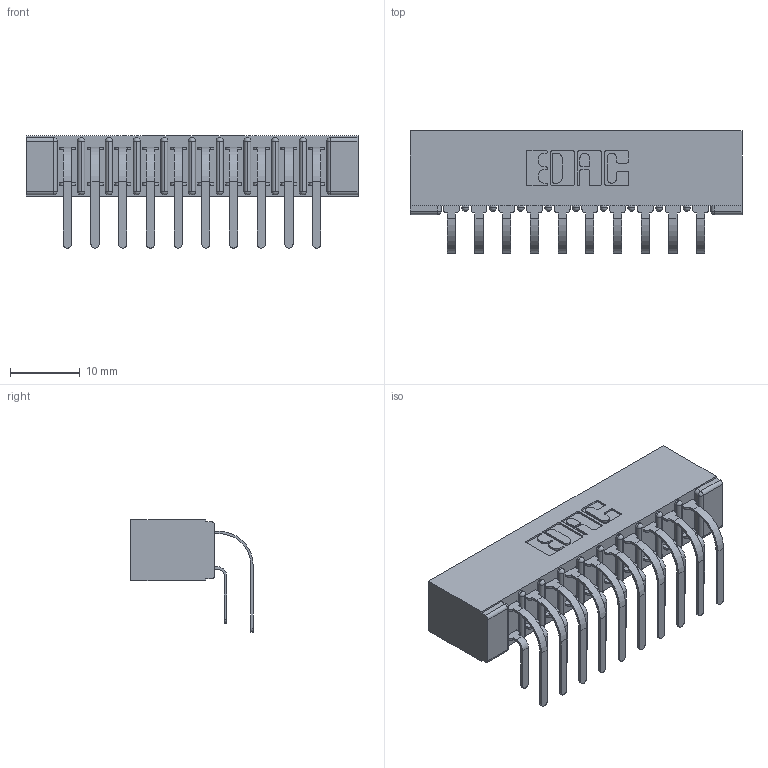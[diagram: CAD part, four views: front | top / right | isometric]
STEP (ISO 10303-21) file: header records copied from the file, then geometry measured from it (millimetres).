
FILE_DESCRIPTION (( 'STEP AP203' ), '1' );
FILE_NAME ('357-020-559-201.STEP', '2022-07-09T00:37:38', ( '' ), ( '' ), 'SwSTEP 2.0', 'SolidWorks 2020', '' );
FILE_SCHEMA (( 'CONFIG_CONTROL_DESIGN' ));
Length unit declared in the file: inch
Products named in the file (4): 307-290-001_558 559 - 1 (Single); 307 Part_No Mounting Lugs; 357-020-559-201; 307-290-001_559 - 2 (Single)
Assembly tree (21 placements, depth 2):
  357-020-559-201
    307 Part_No Mounting Lugs
    307-290-001_558 559 - 1 (Single)  x10
    307-290-001_559 - 2 (Single)  x10
Bounding box: 47.5 x 17.51 x 16.08 mm (x, y, z)
Volume: 3416.6 mm3; surface area: 6297.8 mm2
Topology: 21 solids, 21 shells, 1121 faces, 3139 edges, 2034 vertices
Faces by surface type: plane 726, cylinder 373, sphere 22
Entity records: 14007 total; most frequent: CARTESIAN_POINT 2300, ORIENTED_EDGE 2274, DIRECTION 2265, EDGE_CURVE 1137, VECTOR 859, LINE 859, VERTEX_POINT 738, AXIS2_PLACEMENT_3D 703
